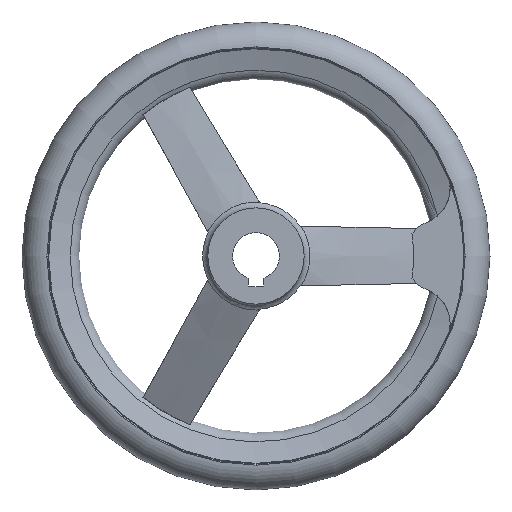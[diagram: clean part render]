
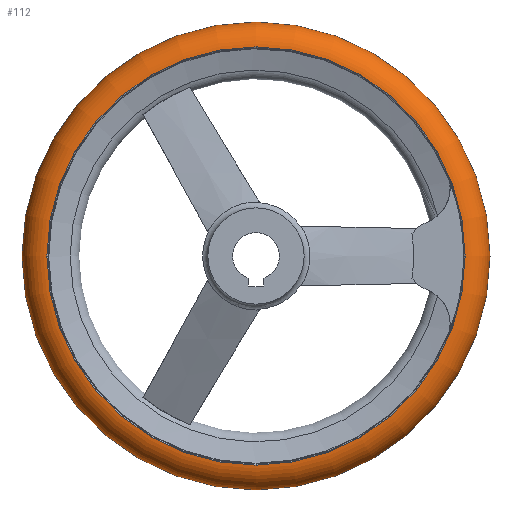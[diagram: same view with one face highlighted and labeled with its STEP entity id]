
A CAD part, front view. The second image highlights one B-rep face of the part: STEP entity #112.
In plain terms, the highlighted toroidal (fillet/blend) face has major radius 80 mm and minor radius 10 mm.
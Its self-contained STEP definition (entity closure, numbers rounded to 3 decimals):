
#112 = ADVANCED_FACE( '', ( #257, #258, #259 ), #260, .T. );
#257 = FACE_BOUND( '', #464, .T. );
#258 = FACE_OUTER_BOUND( '', #465, .T. );
#259 = FACE_OUTER_BOUND( '', #466, .T. );
#260 = TOROIDAL_SURFACE( '', #467, 80., 10. );
#464 = VERTEX_LOOP( '', #737 );
#465 = EDGE_LOOP( '', ( #738 ) );
#466 = EDGE_LOOP( '', ( #739 ) );
#467 = AXIS2_PLACEMENT_3D( '', #740, #741, #742 );
#737 = VERTEX_POINT( '', #1084 );
#738 = ORIENTED_EDGE( '', *, *, #1076, .T. );
#739 = ORIENTED_EDGE( '', *, *, #1085, .F. );
#740 = CARTESIAN_POINT( '', ( 0., 32.5, 0. ) );
#741 = DIRECTION( '', ( 0., -1., 0. ) );
#742 = DIRECTION( '', ( 0., 0., -1. ) );
#1076 = EDGE_CURVE( '', #1304, #1304, #1305, .T. );
#1084 = CARTESIAN_POINT( '', ( 0., 32.5, -90. ) );
#1085 = EDGE_CURVE( '', #1316, #1316, #1317, .T. );
#1304 = VERTEX_POINT( '', #1849 );
#1305 = CIRCLE( '', #1850, 80.417 );
#1316 = VERTEX_POINT( '', #1897 );
#1317 = CIRCLE( '', #1898, 80.417 );
#1849 = CARTESIAN_POINT( '', ( 0., 42.491, -80.417 ) );
#1850 = AXIS2_PLACEMENT_3D( '', #2242, #2243, #2244 );
#1897 = CARTESIAN_POINT( '', ( 0., 22.509, -80.417 ) );
#1898 = AXIS2_PLACEMENT_3D( '', #2246, #2247, #2248 );
#2242 = CARTESIAN_POINT( '', ( 0., 42.491, 0. ) );
#2243 = DIRECTION( '', ( 0., -1., 0. ) );
#2244 = DIRECTION( '', ( 0., 0., -1. ) );
#2246 = CARTESIAN_POINT( '', ( 0., 22.509, 0. ) );
#2247 = DIRECTION( '', ( 0., -1., 0. ) );
#2248 = DIRECTION( '', ( 0., 0., -1. ) );
